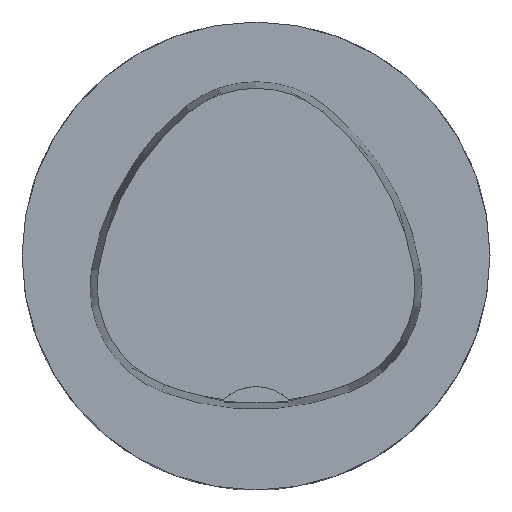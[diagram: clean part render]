
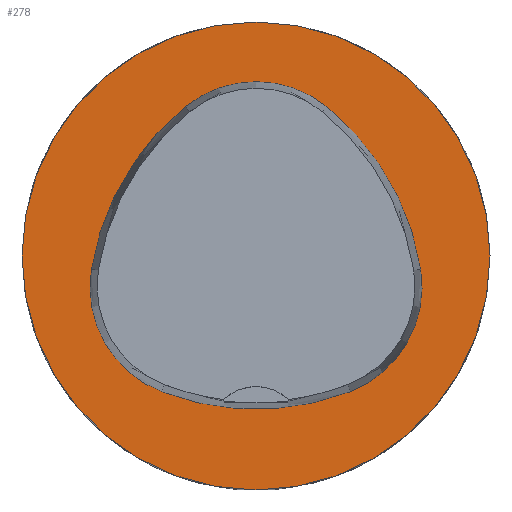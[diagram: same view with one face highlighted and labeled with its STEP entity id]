
A CAD part, top view. The second image highlights one B-rep face of the part: STEP entity #278.
In plain terms, the highlighted planar face has unit normal (0, 0, 1).
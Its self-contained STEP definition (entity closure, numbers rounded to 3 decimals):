
#278=ADVANCED_FACE('',(#387,#388),#348,.T.);
#348=PLANE('',#1718);
#387=FACE_BOUND('',#439,.T.);
#388=FACE_BOUND('',#440,.T.);
#439=EDGE_LOOP('',(#762,#763,#764,#765,#766,#767));
#440=EDGE_LOOP('',(#768));
#525=CIRCLE('',#1690,25.);
#526=CIRCLE('',#1696,28.);
#528=CIRCLE('',#1699,12.);
#530=CIRCLE('',#1702,28.);
#532=CIRCLE('',#1705,12.);
#536=CIRCLE('',#1710,28.);
#538=CIRCLE('',#1713,12.);
#762=ORIENTED_EDGE('',*,*,#1263,.T.);
#763=ORIENTED_EDGE('',*,*,#1243,.T.);
#764=ORIENTED_EDGE('',*,*,#1247,.T.);
#765=ORIENTED_EDGE('',*,*,#1250,.T.);
#766=ORIENTED_EDGE('',*,*,#1253,.T.);
#767=ORIENTED_EDGE('',*,*,#1261,.T.);
#768=ORIENTED_EDGE('',*,*,#1234,.F.);
#1070=VERTEX_POINT('',#2628);
#1079=VERTEX_POINT('',#2647);
#1080=VERTEX_POINT('',#2648);
#1083=VERTEX_POINT('',#2656);
#1085=VERTEX_POINT('',#2662);
#1087=VERTEX_POINT('',#2668);
#1094=VERTEX_POINT('',#2689);
#1234=EDGE_CURVE('',#1070,#1070,#525,.T.);
#1243=EDGE_CURVE('',#1079,#1080,#526,.T.);
#1247=EDGE_CURVE('',#1080,#1083,#528,.T.);
#1250=EDGE_CURVE('',#1083,#1085,#530,.T.);
#1253=EDGE_CURVE('',#1085,#1087,#532,.T.);
#1261=EDGE_CURVE('',#1087,#1094,#536,.T.);
#1263=EDGE_CURVE('',#1094,#1079,#538,.T.);
#1690=AXIS2_PLACEMENT_3D('',#2627,#2004,#2005);
#1696=AXIS2_PLACEMENT_3D('',#2646,#2020,#2021);
#1699=AXIS2_PLACEMENT_3D('',#2655,#2028,#2029);
#1702=AXIS2_PLACEMENT_3D('',#2661,#2035,#2036);
#1705=AXIS2_PLACEMENT_3D('',#2667,#2042,#2043);
#1710=AXIS2_PLACEMENT_3D('',#2690,#2054,#2055);
#1713=AXIS2_PLACEMENT_3D('',#2693,#2060,#2061);
#1718=AXIS2_PLACEMENT_3D('',#2698,#2070,#2071);
#2004=DIRECTION('',(0.,0.,-1.));
#2005=DIRECTION('',(-1.,0.,0.));
#2020=DIRECTION('',(0.,0.,-1.));
#2021=DIRECTION('',(-1.,0.,0.));
#2028=DIRECTION('',(0.,0.,-1.));
#2029=DIRECTION('',(-1.,0.,0.));
#2035=DIRECTION('',(0.,0.,-1.));
#2036=DIRECTION('',(-1.,0.,0.));
#2042=DIRECTION('',(0.,0.,-1.));
#2043=DIRECTION('',(-1.,0.,0.));
#2054=DIRECTION('',(0.,0.,-1.));
#2055=DIRECTION('',(-1.,0.,0.));
#2060=DIRECTION('',(0.,0.,-1.));
#2061=DIRECTION('',(-1.,0.,0.));
#2070=DIRECTION('',(0.,0.,1.));
#2071=DIRECTION('',(1.,0.,0.));
#2627=CARTESIAN_POINT('',(0.,0.,0.));
#2628=CARTESIAN_POINT('',(-25.,0.,0.));
#2646=CARTESIAN_POINT('',(10.068,-5.824,0.));
#2647=CARTESIAN_POINT('',(-17.584,-1.424,0.));
#2648=CARTESIAN_POINT('',(-7.531,15.953,0.));
#2655=CARTESIAN_POINT('',(0.011,6.62,0.));
#2656=CARTESIAN_POINT('',(7.567,15.942,0.));
#2661=CARTESIAN_POINT('',(-10.063,-5.81,0.));
#2662=CARTESIAN_POINT('',(17.59,-1.418,0.));
#2667=CARTESIAN_POINT('',(5.739,-3.3,0.));
#2668=CARTESIAN_POINT('',(10.05,-14.499,0.));
#2689=CARTESIAN_POINT('',(-10.025,-14.516,0.));
#2690=CARTESIAN_POINT('',(-0.01,11.631,0.));
#2693=CARTESIAN_POINT('',(-5.733,-3.31,0.));
#2698=CARTESIAN_POINT('',(0.,0.,0.));
